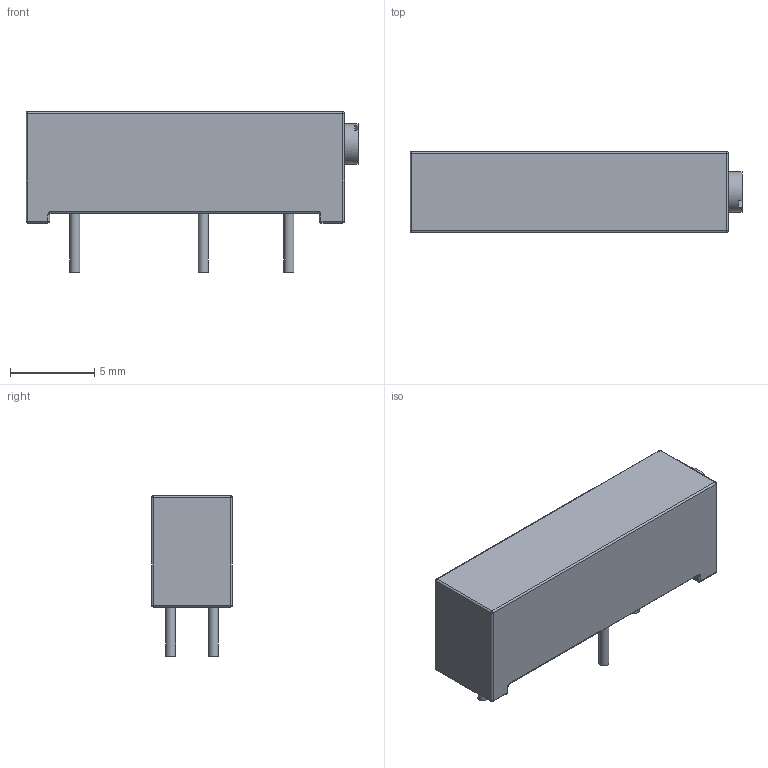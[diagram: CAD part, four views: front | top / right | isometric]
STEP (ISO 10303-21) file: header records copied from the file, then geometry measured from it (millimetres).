
FILE_DESCRIPTION((' '),'2;1');
FILE_NAME( '3006P.stp', '2022-09-04T14:20:01', (' '), ('--- Datakit www.datakit.com---'), ' Datakit CrossCadWare V2022.3 Jun 15 2022', 'DATAKIT 2022 (c)', ' ');
FILE_SCHEMA(('AP242_MANAGED_MODEL_BASED_3D_ENGINEERING_MIM_LF { 1 0 10303 442 1 1 4 }'));
Length unit declared in the file: millimetre
Products named in the file (1): 3006P
Bounding box: 19.7 x 4.8 x 9.52 mm (x, y, z)
Volume: 560.3 mm3; surface area: 501.7 mm2
Topology: 1 solids, 1 shells, 62 faces, 139 edges, 71 vertices
Faces by surface type: cylinder 28, plane 18, sphere 12, torus 4
Full cylindrical faces by diameter (mm): 0.6 x3, 2.4 x1
Entity records: 1654 total; most frequent: DIRECTION 308, CARTESIAN_POINT 249, ORIENTED_EDGE 238, AXIS2_PLACEMENT_3D 126, EDGE_CURVE 119, EDGE_LOOP 70, VERTEX_POINT 67, CIRCLE 63
